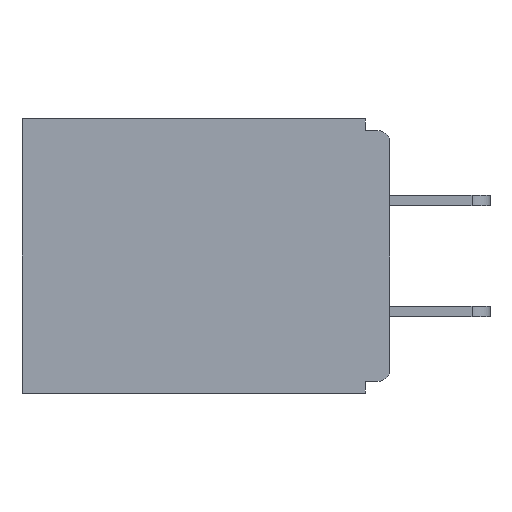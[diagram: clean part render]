
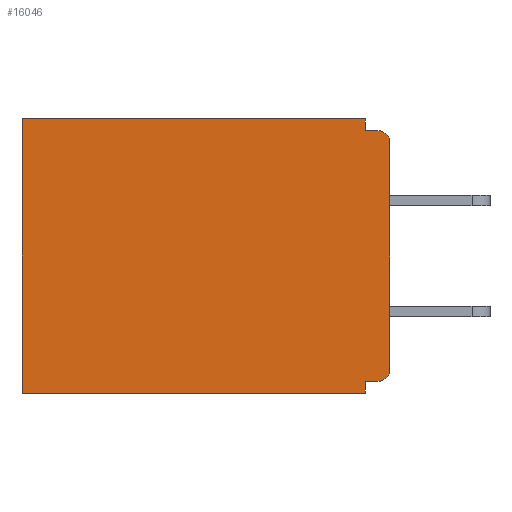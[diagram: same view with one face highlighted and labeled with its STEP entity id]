
A CAD part, left-side view. The second image highlights one B-rep face of the part: STEP entity #16046.
In plain terms, the highlighted planar face has unit normal (-1, 0, 0).
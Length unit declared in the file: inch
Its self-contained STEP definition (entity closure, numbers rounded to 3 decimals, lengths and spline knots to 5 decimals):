
#434 = DIRECTION ( 'NONE',  ( 0., 0., -1. ) ) ;
#662 = DIRECTION ( 'NONE',  ( 0., 0., -1. ) ) ;
#1126 = EDGE_CURVE ( 'NONE', #10410, #8543, #3678, .T. ) ;
#1343 = ORIENTED_EDGE ( 'NONE', *, *, #2662, .F. ) ;
#2577 = CARTESIAN_POINT ( 'NONE',  ( 0.298, 0.46, -0.343 ) ) ;
#2662 = EDGE_CURVE ( 'NONE', #13994, #13063, #8372, .T. ) ;
#2747 = DIRECTION ( 'NONE',  ( 0., 0., -1. ) ) ;
#3109 = ORIENTED_EDGE ( 'NONE', *, *, #1126, .T. ) ;
#3128 = CARTESIAN_POINT ( 'NONE',  ( 0.298, 0., -0.313 ) ) ;
#3144 = AXIS2_PLACEMENT_3D ( 'NONE', #6375, #11498, #662 ) ;
#3162 = VECTOR ( 'NONE', #12999, 39.37008 ) ;
#3355 = CIRCLE ( 'NONE', #4449, 0.015 ) ;
#3678 = CIRCLE ( 'NONE', #15984, 0.015 ) ;
#3840 = EDGE_CURVE ( 'NONE', #13994, #9063, #15818, .T. ) ;
#4272 = CARTESIAN_POINT ( 'NONE',  ( 0.298, 0.031, -0.343 ) ) ;
#4437 = ORIENTED_EDGE ( 'NONE', *, *, #8129, .F. ) ;
#4449 = AXIS2_PLACEMENT_3D ( 'NONE', #8775, #4973, #11259 ) ;
#4662 = VECTOR ( 'NONE', #2747, 39.37008 ) ;
#4973 = DIRECTION ( 'NONE',  ( -1., 0., 0. ) ) ;
#5135 = DIRECTION ( 'NONE',  ( 0., 1., 0. ) ) ;
#5471 = DIRECTION ( 'NONE',  ( 0., 0., -1. ) ) ;
#5582 = DIRECTION ( 'NONE',  ( 0., 0., -1. ) ) ;
#5630 = CARTESIAN_POINT ( 'NONE',  ( 0.298, 0.46, 0. ) ) ;
#6099 = EDGE_CURVE ( 'NONE', #10410, #8967, #15148, .T. ) ;
#6122 = CARTESIAN_POINT ( 'NONE',  ( 0.298, 0.015, -0.015 ) ) ;
#6304 = ORIENTED_EDGE ( 'NONE', *, *, #3840, .T. ) ;
#6320 = CARTESIAN_POINT ( 'NONE',  ( 0.298, 0.031, 0. ) ) ;
#6375 = CARTESIAN_POINT ( 'NONE',  ( 0.298, 0., 0. ) ) ;
#6909 = LINE ( 'NONE', #5630, #3162 ) ;
#7073 = EDGE_CURVE ( 'NONE', #15797, #8285, #15358, .T. ) ;
#7458 = ORIENTED_EDGE ( 'NONE', *, *, #11775, .T. ) ;
#7562 = ORIENTED_EDGE ( 'NONE', *, *, #11630, .F. ) ;
#8034 = CARTESIAN_POINT ( 'NONE',  ( 0.298, 0., 0. ) ) ;
#8087 = VECTOR ( 'NONE', #8290, 39.37008 ) ;
#8129 = EDGE_CURVE ( 'NONE', #13063, #8543, #10027, .T. ) ;
#8214 = LINE ( 'NONE', #12026, #8596 ) ;
#8285 = VERTEX_POINT ( 'NONE', #9324 ) ;
#8290 = DIRECTION ( 'NONE',  ( 0., 1., 0. ) ) ;
#8372 = LINE ( 'NONE', #4272, #12111 ) ;
#8456 = CARTESIAN_POINT ( 'NONE',  ( 0.298, 0.46, 0. ) ) ;
#8543 = VERTEX_POINT ( 'NONE', #6122 ) ;
#8596 = VECTOR ( 'NONE', #5471, 39.37008 ) ;
#8775 = CARTESIAN_POINT ( 'NONE',  ( 0.298, 0.015, -0.313 ) ) ;
#8967 = VERTEX_POINT ( 'NONE', #3128 ) ;
#9063 = VERTEX_POINT ( 'NONE', #8456 ) ;
#9324 = CARTESIAN_POINT ( 'NONE',  ( 0.298, 0.031, -0.328 ) ) ;
#9381 = EDGE_LOOP ( 'NONE', ( #3109, #4437, #1343, #6304, #7458, #7562, #10551, #12745, #11770, #9892 ) ) ;
#9546 = FACE_OUTER_BOUND ( 'NONE', #9381, .T. ) ;
#9570 = DIRECTION ( 'NONE',  ( 0., -1., 0. ) ) ;
#9892 = ORIENTED_EDGE ( 'NONE', *, *, #6099, .F. ) ;
#10027 = LINE ( 'NONE', #13009, #14920 ) ;
#10110 = VECTOR ( 'NONE', #5135, 39.37008 ) ;
#10410 = VERTEX_POINT ( 'NONE', #11181 ) ;
#10462 = VERTEX_POINT ( 'NONE', #2577 ) ;
#10551 = ORIENTED_EDGE ( 'NONE', *, *, #14717, .F. ) ;
#10757 = CARTESIAN_POINT ( 'NONE',  ( 0.298, 0., 0. ) ) ;
#11181 = CARTESIAN_POINT ( 'NONE',  ( 0.298, 0., -0.03 ) ) ;
#11259 = DIRECTION ( 'NONE',  ( 0., 0., -1. ) ) ;
#11498 = DIRECTION ( 'NONE',  ( 1., 0., 0. ) ) ;
#11510 = EDGE_CURVE ( 'NONE', #15797, #8967, #3355, .T. ) ;
#11630 = EDGE_CURVE ( 'NONE', #16091, #10462, #14626, .T. ) ;
#11770 = ORIENTED_EDGE ( 'NONE', *, *, #11510, .T. ) ;
#11775 = EDGE_CURVE ( 'NONE', #9063, #10462, #6909, .T. ) ;
#11852 = CARTESIAN_POINT ( 'NONE',  ( 0.298, 0.031, -0.015 ) ) ;
#12026 = CARTESIAN_POINT ( 'NONE',  ( 0.298, 0.031, -0.343 ) ) ;
#12111 = VECTOR ( 'NONE', #5582, 39.37008 ) ;
#12745 = ORIENTED_EDGE ( 'NONE', *, *, #7073, .F. ) ;
#12839 = CARTESIAN_POINT ( 'NONE',  ( 0.298, 0., -0.343 ) ) ;
#12999 = DIRECTION ( 'NONE',  ( 0., 0., -1. ) ) ;
#13009 = CARTESIAN_POINT ( 'NONE',  ( 0.298, 0., -0.015 ) ) ;
#13020 = CARTESIAN_POINT ( 'NONE',  ( 0.298, 0.015, -0.03 ) ) ;
#13063 = VERTEX_POINT ( 'NONE', #11852 ) ;
#13209 = CARTESIAN_POINT ( 'NONE',  ( 0.298, 0.015, -0.328 ) ) ;
#13299 = DIRECTION ( 'NONE',  ( 0., 1., 0. ) ) ;
#13440 = VECTOR ( 'NONE', #13299, 39.37008 ) ;
#13486 = CARTESIAN_POINT ( 'NONE',  ( 0.298, 0., -0.328 ) ) ;
#13994 = VERTEX_POINT ( 'NONE', #6320 ) ;
#14626 = LINE ( 'NONE', #12839, #10110 ) ;
#14717 = EDGE_CURVE ( 'NONE', #8285, #16091, #8214, .T. ) ;
#14920 = VECTOR ( 'NONE', #9570, 39.37008 ) ;
#15148 = LINE ( 'NONE', #8034, #4662 ) ;
#15218 = CARTESIAN_POINT ( 'NONE',  ( 0.298, 0.031, -0.343 ) ) ;
#15358 = LINE ( 'NONE', #13486, #8087 ) ;
#15624 = DIRECTION ( 'NONE',  ( -1., 0., 0. ) ) ;
#15797 = VERTEX_POINT ( 'NONE', #13209 ) ;
#15818 = LINE ( 'NONE', #10757, #13440 ) ;
#15984 = AXIS2_PLACEMENT_3D ( 'NONE', #13020, #15624, #434 ) ;
#16046 = ADVANCED_FACE ( 'NONE', ( #9546 ), #16072, .F. ) ;
#16072 = PLANE ( 'NONE',  #3144 ) ;
#16091 = VERTEX_POINT ( 'NONE', #15218 ) ;
